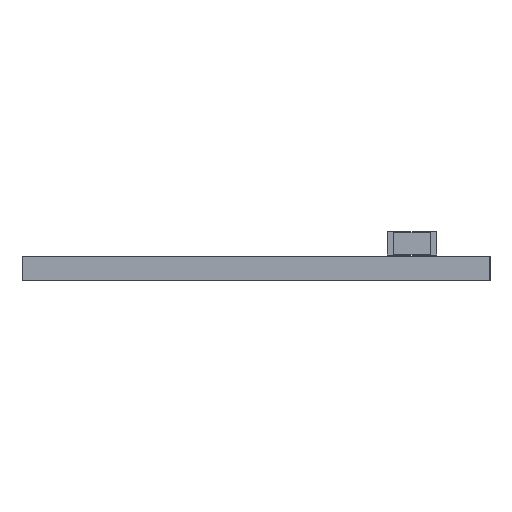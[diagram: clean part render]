
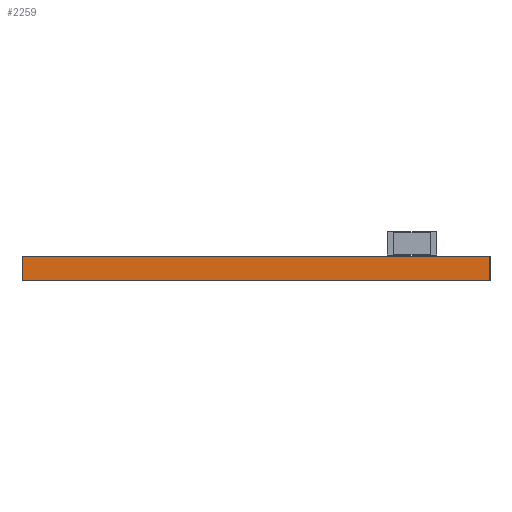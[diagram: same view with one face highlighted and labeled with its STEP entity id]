
A CAD part, left-side view. The second image highlights one B-rep face of the part: STEP entity #2259.
In plain terms, the highlighted planar face has unit normal (-1, 0, 0).
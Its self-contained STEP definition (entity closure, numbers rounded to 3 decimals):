
#2078 = PLANE('',#2079);
#2079 = AXIS2_PLACEMENT_3D('',#2080,#2081,#2082);
#2080 = CARTESIAN_POINT('',(24.13,-15.24,0.));
#2081 = DIRECTION('',(0.,-1.,0.));
#2082 = DIRECTION('',(-1.,0.,0.));
#2103 = VERTEX_POINT('',#2104);
#2104 = CARTESIAN_POINT('',(-24.13,-15.24,1.6));
#2118 = PLANE('',#2119);
#2119 = AXIS2_PLACEMENT_3D('',#2120,#2121,#2122);
#2120 = CARTESIAN_POINT('',(0.,0.,1.6));
#2121 = DIRECTION('',(-0.,-0.,-1.));
#2122 = DIRECTION('',(-1.,0.,0.));
#2130 = EDGE_CURVE('',#2131,#2103,#2133,.T.);
#2131 = VERTEX_POINT('',#2132);
#2132 = CARTESIAN_POINT('',(-24.13,-15.24,0.));
#2133 = SURFACE_CURVE('',#2134,(#2138,#2145),.PCURVE_S1.);
#2134 = LINE('',#2135,#2136);
#2135 = CARTESIAN_POINT('',(-24.13,-15.24,0.));
#2136 = VECTOR('',#2137,1.);
#2137 = DIRECTION('',(0.,0.,1.));
#2138 = PCURVE('',#2078,#2139);
#2139 = DEFINITIONAL_REPRESENTATION('',(#2140),#2144);
#2140 = LINE('',#2141,#2142);
#2141 = CARTESIAN_POINT('',(48.26,0.));
#2142 = VECTOR('',#2143,1.);
#2143 = DIRECTION('',(0.,-1.));
#2144 = ( GEOMETRIC_REPRESENTATION_CONTEXT(2) 
PARAMETRIC_REPRESENTATION_CONTEXT() REPRESENTATION_CONTEXT('2D SPACE',''
  ) );
#2145 = PCURVE('',#2146,#2151);
#2146 = PLANE('',#2147);
#2147 = AXIS2_PLACEMENT_3D('',#2148,#2149,#2150);
#2148 = CARTESIAN_POINT('',(-24.13,-15.24,0.));
#2149 = DIRECTION('',(-1.,0.,0.));
#2150 = DIRECTION('',(0.,1.,0.));
#2151 = DEFINITIONAL_REPRESENTATION('',(#2152),#2156);
#2152 = LINE('',#2153,#2154);
#2153 = CARTESIAN_POINT('',(0.,0.));
#2154 = VECTOR('',#2155,1.);
#2155 = DIRECTION('',(0.,-1.));
#2156 = ( GEOMETRIC_REPRESENTATION_CONTEXT(2) 
PARAMETRIC_REPRESENTATION_CONTEXT() REPRESENTATION_CONTEXT('2D SPACE',''
  ) );
#2172 = PLANE('',#2173);
#2173 = AXIS2_PLACEMENT_3D('',#2174,#2175,#2176);
#2174 = CARTESIAN_POINT('',(0.,0.,0.));
#2175 = DIRECTION('',(-0.,-0.,-1.));
#2176 = DIRECTION('',(-1.,0.,0.));
#2205 = PLANE('',#2206);
#2206 = AXIS2_PLACEMENT_3D('',#2207,#2208,#2209);
#2207 = CARTESIAN_POINT('',(-24.13,15.24,0.));
#2208 = DIRECTION('',(0.,1.,0.));
#2209 = DIRECTION('',(1.,0.,0.));
#2259 = ADVANCED_FACE('',(#2260),#2146,.T.);
#2260 = FACE_BOUND('',#2261,.T.);
#2261 = EDGE_LOOP('',(#2262,#2263,#2286,#2309));
#2262 = ORIENTED_EDGE('',*,*,#2130,.T.);
#2263 = ORIENTED_EDGE('',*,*,#2264,.T.);
#2264 = EDGE_CURVE('',#2103,#2265,#2267,.T.);
#2265 = VERTEX_POINT('',#2266);
#2266 = CARTESIAN_POINT('',(-24.13,15.24,1.6));
#2267 = SURFACE_CURVE('',#2268,(#2272,#2279),.PCURVE_S1.);
#2268 = LINE('',#2269,#2270);
#2269 = CARTESIAN_POINT('',(-24.13,-15.24,1.6));
#2270 = VECTOR('',#2271,1.);
#2271 = DIRECTION('',(0.,1.,0.));
#2272 = PCURVE('',#2146,#2273);
#2273 = DEFINITIONAL_REPRESENTATION('',(#2274),#2278);
#2274 = LINE('',#2275,#2276);
#2275 = CARTESIAN_POINT('',(0.,-1.6));
#2276 = VECTOR('',#2277,1.);
#2277 = DIRECTION('',(1.,0.));
#2278 = ( GEOMETRIC_REPRESENTATION_CONTEXT(2) 
PARAMETRIC_REPRESENTATION_CONTEXT() REPRESENTATION_CONTEXT('2D SPACE',''
  ) );
#2279 = PCURVE('',#2118,#2280);
#2280 = DEFINITIONAL_REPRESENTATION('',(#2281),#2285);
#2281 = LINE('',#2282,#2283);
#2282 = CARTESIAN_POINT('',(24.13,-15.24));
#2283 = VECTOR('',#2284,1.);
#2284 = DIRECTION('',(0.,1.));
#2285 = ( GEOMETRIC_REPRESENTATION_CONTEXT(2) 
PARAMETRIC_REPRESENTATION_CONTEXT() REPRESENTATION_CONTEXT('2D SPACE',''
  ) );
#2286 = ORIENTED_EDGE('',*,*,#2287,.F.);
#2287 = EDGE_CURVE('',#2288,#2265,#2290,.T.);
#2288 = VERTEX_POINT('',#2289);
#2289 = CARTESIAN_POINT('',(-24.13,15.24,0.));
#2290 = SURFACE_CURVE('',#2291,(#2295,#2302),.PCURVE_S1.);
#2291 = LINE('',#2292,#2293);
#2292 = CARTESIAN_POINT('',(-24.13,15.24,0.));
#2293 = VECTOR('',#2294,1.);
#2294 = DIRECTION('',(0.,0.,1.));
#2295 = PCURVE('',#2146,#2296);
#2296 = DEFINITIONAL_REPRESENTATION('',(#2297),#2301);
#2297 = LINE('',#2298,#2299);
#2298 = CARTESIAN_POINT('',(30.48,0.));
#2299 = VECTOR('',#2300,1.);
#2300 = DIRECTION('',(0.,-1.));
#2301 = ( GEOMETRIC_REPRESENTATION_CONTEXT(2) 
PARAMETRIC_REPRESENTATION_CONTEXT() REPRESENTATION_CONTEXT('2D SPACE',''
  ) );
#2302 = PCURVE('',#2205,#2303);
#2303 = DEFINITIONAL_REPRESENTATION('',(#2304),#2308);
#2304 = LINE('',#2305,#2306);
#2305 = CARTESIAN_POINT('',(0.,0.));
#2306 = VECTOR('',#2307,1.);
#2307 = DIRECTION('',(0.,-1.));
#2308 = ( GEOMETRIC_REPRESENTATION_CONTEXT(2) 
PARAMETRIC_REPRESENTATION_CONTEXT() REPRESENTATION_CONTEXT('2D SPACE',''
  ) );
#2309 = ORIENTED_EDGE('',*,*,#2310,.F.);
#2310 = EDGE_CURVE('',#2131,#2288,#2311,.T.);
#2311 = SURFACE_CURVE('',#2312,(#2316,#2323),.PCURVE_S1.);
#2312 = LINE('',#2313,#2314);
#2313 = CARTESIAN_POINT('',(-24.13,-15.24,0.));
#2314 = VECTOR('',#2315,1.);
#2315 = DIRECTION('',(0.,1.,0.));
#2316 = PCURVE('',#2146,#2317);
#2317 = DEFINITIONAL_REPRESENTATION('',(#2318),#2322);
#2318 = LINE('',#2319,#2320);
#2319 = CARTESIAN_POINT('',(0.,0.));
#2320 = VECTOR('',#2321,1.);
#2321 = DIRECTION('',(1.,0.));
#2322 = ( GEOMETRIC_REPRESENTATION_CONTEXT(2) 
PARAMETRIC_REPRESENTATION_CONTEXT() REPRESENTATION_CONTEXT('2D SPACE',''
  ) );
#2323 = PCURVE('',#2172,#2324);
#2324 = DEFINITIONAL_REPRESENTATION('',(#2325),#2329);
#2325 = LINE('',#2326,#2327);
#2326 = CARTESIAN_POINT('',(24.13,-15.24));
#2327 = VECTOR('',#2328,1.);
#2328 = DIRECTION('',(0.,1.));
#2329 = ( GEOMETRIC_REPRESENTATION_CONTEXT(2) 
PARAMETRIC_REPRESENTATION_CONTEXT() REPRESENTATION_CONTEXT('2D SPACE',''
  ) );
